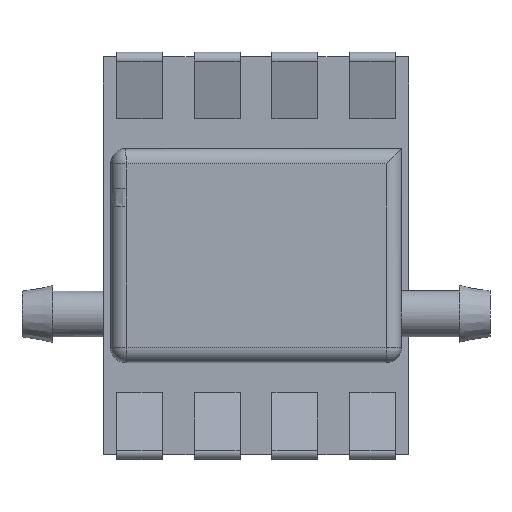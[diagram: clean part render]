
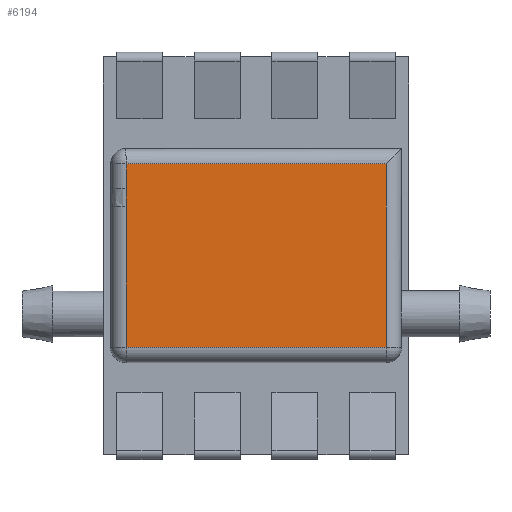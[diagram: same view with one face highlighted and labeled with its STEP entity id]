
A CAD part, top view. The second image highlights one B-rep face of the part: STEP entity #6194.
In plain terms, the highlighted planar face has unit normal (0, 0, 1).
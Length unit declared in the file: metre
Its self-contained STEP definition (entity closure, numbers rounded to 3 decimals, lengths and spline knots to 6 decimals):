
#30=B_SPLINE_CURVE_WITH_KNOTS('',3,(#9710,#9711,#9712,#9713,#9714,#9715),
 .UNSPECIFIED.,.F.,.F.,(4,2,4),(0.,0.000294,0.000588),
 .UNSPECIFIED.);
#1803=ORIENTED_EDGE('',*,*,#2578,.T.);
#1804=ORIENTED_EDGE('',*,*,#2573,.T.);
#1805=ORIENTED_EDGE('',*,*,#2582,.T.);
#1806=ORIENTED_EDGE('',*,*,#2586,.T.);
#1807=ORIENTED_EDGE('',*,*,#2593,.T.);
#1808=ORIENTED_EDGE('',*,*,#2589,.T.);
#2573=EDGE_CURVE('',#3441,#3443,#3989,.T.);
#2578=EDGE_CURVE('',#3444,#3441,#3991,.T.);
#2582=EDGE_CURVE('',#3443,#3446,#3993,.T.);
#2586=EDGE_CURVE('',#3446,#3448,#30,.T.);
#2589=EDGE_CURVE('',#3449,#3444,#3995,.T.);
#2593=EDGE_CURVE('',#3448,#3449,#3997,.T.);
#3441=VERTEX_POINT('',#9658);
#3443=VERTEX_POINT('',#9662);
#3444=VERTEX_POINT('',#9669);
#3446=VERTEX_POINT('',#9678);
#3448=VERTEX_POINT('',#9709);
#3449=VERTEX_POINT('',#9718);
#3989=LINE('',#9663,#4678);
#3991=LINE('',#9671,#4680);
#3993=LINE('',#9679,#4682);
#3995=LINE('',#9721,#4684);
#3997=LINE('',#9728,#4686);
#4678=VECTOR('',#7710,1.);
#4680=VECTOR('',#7722,1.);
#4682=VECTOR('',#7732,1.);
#4684=VECTOR('',#7746,1.);
#4686=VECTOR('',#7756,1.);
#5330=EDGE_LOOP('',(#1803,#1804,#1805,#1806,#1807,#1808));
#5665=FACE_BOUND('',#5330,.T.);
#5900=PLANE('',#7100);
#6194=ADVANCED_FACE('',(#5665),#5900,.T.);
#7100=AXIS2_PLACEMENT_3D('',#10649,#8697,#8698);
#7710=DIRECTION('',(-1.,0.,0.));
#7722=DIRECTION('',(0.,1.,0.));
#7732=DIRECTION('',(0.,-1.,0.));
#7746=DIRECTION('',(1.,0.,0.));
#7756=DIRECTION('',(0.,-1.,0.));
#8697=DIRECTION('',(0.,0.,1.));
#8698=DIRECTION('',(1.,0.,0.));
#9658=CARTESIAN_POINT('',(0.00425,0.003,0.00308));
#9662=CARTESIAN_POINT('',(-0.00425,0.003,0.00308));
#9663=CARTESIAN_POINT('',(0.,0.003,0.00308));
#9669=CARTESIAN_POINT('',(0.00425,-0.003,0.00308));
#9671=CARTESIAN_POINT('',(0.00425,0.,0.00308));
#9678=CARTESIAN_POINT('',(-0.00425,0.002194,0.00308));
#9679=CARTESIAN_POINT('',(-0.00425,0.,0.00308));
#9709=CARTESIAN_POINT('',(-0.00425,0.001606,0.00308));
#9710=CARTESIAN_POINT('',(-0.00425,0.002194,0.00308));
#9711=CARTESIAN_POINT('',(-0.00425,0.002096,0.00308));
#9712=CARTESIAN_POINT('',(-0.004254,0.001998,0.00308));
#9713=CARTESIAN_POINT('',(-0.004254,0.001802,0.00308));
#9714=CARTESIAN_POINT('',(-0.00425,0.001704,0.00308));
#9715=CARTESIAN_POINT('',(-0.00425,0.001606,0.00308));
#9718=CARTESIAN_POINT('',(-0.00425,-0.003,0.00308));
#9721=CARTESIAN_POINT('',(0.,-0.003,0.00308));
#9728=CARTESIAN_POINT('',(-0.00425,0.,0.00308));
#10649=CARTESIAN_POINT('',(0.,0.,0.00308));
